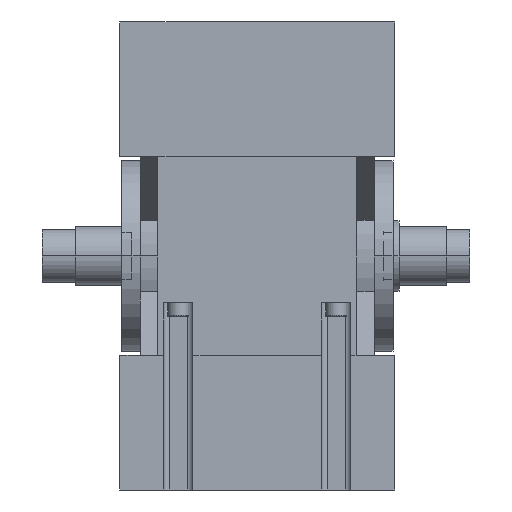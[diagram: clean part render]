
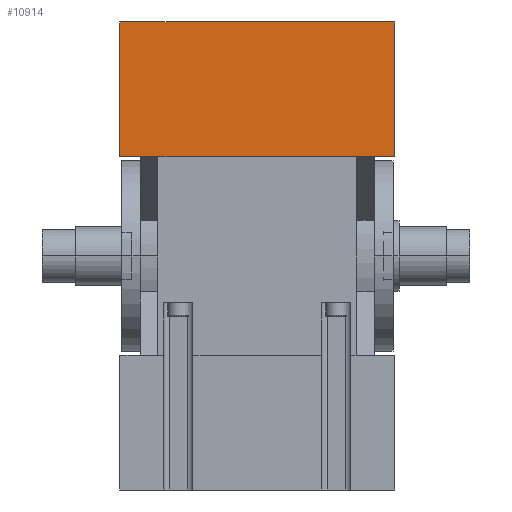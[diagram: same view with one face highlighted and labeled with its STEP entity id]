
A CAD part, front view. The second image highlights one B-rep face of the part: STEP entity #10914.
In plain terms, the highlighted planar face has unit normal (0, -1, 0).
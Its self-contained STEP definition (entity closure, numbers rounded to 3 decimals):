
#487 = DIRECTION ( 'NONE',  ( 1., 0., 0. ) ) ;
#1455 = PLANE ( 'NONE',  #20429 ) ;
#3556 = DIRECTION ( 'NONE',  ( 0., 0., -1. ) ) ;
#3643 = FACE_OUTER_BOUND ( 'NONE', #9920, .T. ) ;
#4029 = CARTESIAN_POINT ( 'NONE',  ( 0., -1100., 800. ) ) ;
#4098 = ORIENTED_EDGE ( 'NONE', *, *, #19990, .T. ) ;
#4311 = CARTESIAN_POINT ( 'NONE',  ( 470., -1100., 570. ) ) ;
#6983 = VECTOR ( 'NONE', #8857, 1000. ) ;
#7714 = EDGE_CURVE ( 'NONE', #14941, #15418, #25851, .T. ) ;
#8857 = DIRECTION ( 'NONE',  ( 0., 0., -1. ) ) ;
#9916 = DIRECTION ( 'NONE',  ( 0., 0., 1. ) ) ;
#9920 = EDGE_LOOP ( 'NONE', ( #27662, #4098, #35000, #10299 ) ) ;
#10299 = ORIENTED_EDGE ( 'NONE', *, *, #24600, .F. ) ;
#10792 = EDGE_CURVE ( 'NONE', #28563, #19363, #31564, .T. ) ;
#10914 = ADVANCED_FACE ( 'NONE', ( #3643 ), #1455, .F. ) ;
#11966 = CARTESIAN_POINT ( 'NONE',  ( 0., -1100., 800. ) ) ;
#14941 = VERTEX_POINT ( 'NONE', #24076 ) ;
#15418 = VERTEX_POINT ( 'NONE', #4311 ) ;
#19363 = VERTEX_POINT ( 'NONE', #35891 ) ;
#19990 = EDGE_CURVE ( 'NONE', #19363, #15418, #31841, .T. ) ;
#20080 = VECTOR ( 'NONE', #24350, 1000. ) ;
#20117 = CARTESIAN_POINT ( 'NONE',  ( 0., -1100., 570. ) ) ;
#20429 = AXIS2_PLACEMENT_3D ( 'NONE', #21086, #21211, #9916 ) ;
#21086 = CARTESIAN_POINT ( 'NONE',  ( 0., -1100., 800. ) ) ;
#21211 = DIRECTION ( 'NONE',  ( 0., 1., 0. ) ) ;
#24076 = CARTESIAN_POINT ( 'NONE',  ( 470., -1100., 800. ) ) ;
#24350 = DIRECTION ( 'NONE',  ( 1., 0., 0. ) ) ;
#24600 = EDGE_CURVE ( 'NONE', #28563, #14941, #34948, .T. ) ;
#25649 = CARTESIAN_POINT ( 'NONE',  ( 470., -1100., 800. ) ) ;
#25851 = LINE ( 'NONE', #25649, #6983 ) ;
#27662 = ORIENTED_EDGE ( 'NONE', *, *, #10792, .T. ) ;
#28563 = VERTEX_POINT ( 'NONE', #11966 ) ;
#29955 = CARTESIAN_POINT ( 'NONE',  ( 0., -1100., 800. ) ) ;
#30219 = VECTOR ( 'NONE', #3556, 1000. ) ;
#30947 = VECTOR ( 'NONE', #487, 1000. ) ;
#31564 = LINE ( 'NONE', #4029, #30219 ) ;
#31841 = LINE ( 'NONE', #20117, #30947 ) ;
#34948 = LINE ( 'NONE', #29955, #20080 ) ;
#35000 = ORIENTED_EDGE ( 'NONE', *, *, #7714, .F. ) ;
#35891 = CARTESIAN_POINT ( 'NONE',  ( 0., -1100., 570. ) ) ;
